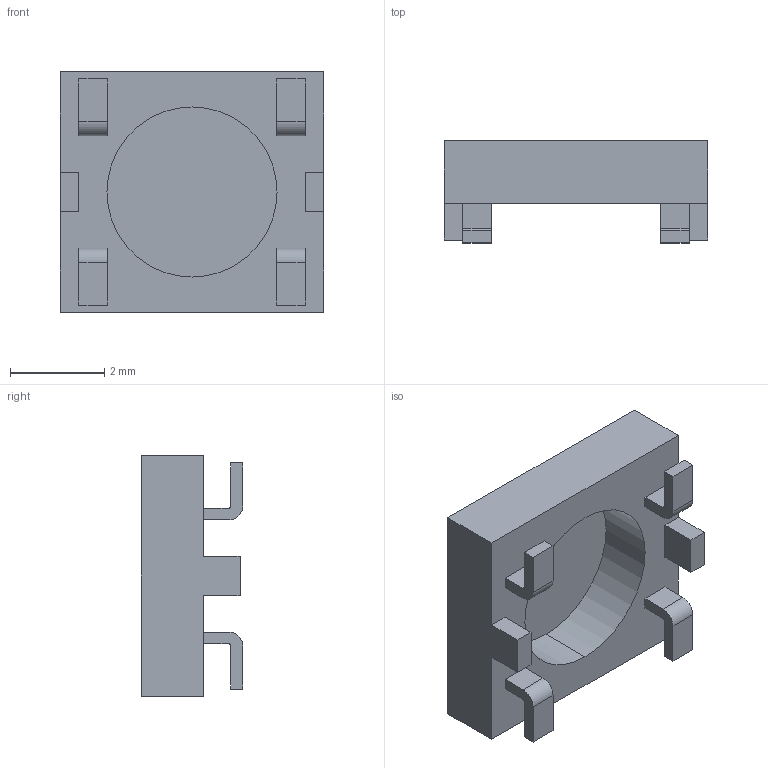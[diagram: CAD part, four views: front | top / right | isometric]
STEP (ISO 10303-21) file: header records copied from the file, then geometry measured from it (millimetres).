
FILE_DESCRIPTION (( 'STEP AP214' ), '1' );
FILE_NAME ('TOR_0841.STEP', '2019-02-01T15:14:41', ( '' ), ( '' ), 'SwSTEP 2.0', 'SolidWorks 2017', '' );
FILE_SCHEMA (( 'AUTOMOTIVE_DESIGN' ));
Length unit declared in the file: millimetre
Products named in the file (2): 250-0841_6B; TOR_0841
Assembly tree (1 placements, depth 2):
  TOR_0841
    250-0841_6B
Bounding box: 5.6 x 2.16 x 5.1 mm (x, y, z)
Volume: 27.3 mm3; surface area: 114.3 mm2
Topology: 1 solids, 1 shells, 53 faces, 138 edges, 92 vertices
Faces by surface type: plane 43, cylinder 10
Entity records: 2074 total; most frequent: CARTESIAN_POINT 287, ORIENTED_EDGE 276, DIRECTION 272, EDGE_CURVE 138, LINE 118, VECTOR 118, VERTEX_POINT 92, AXIS2_PLACEMENT_3D 77
